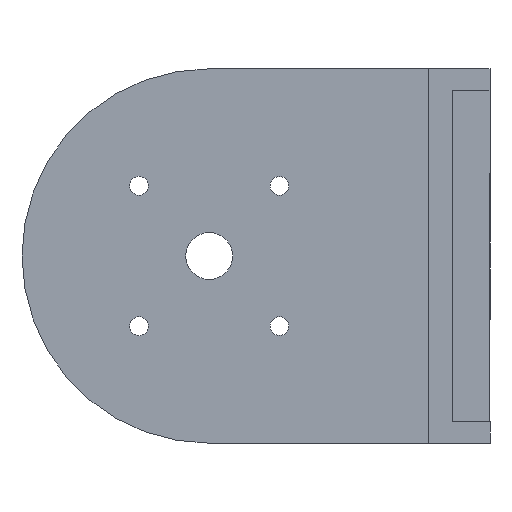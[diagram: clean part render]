
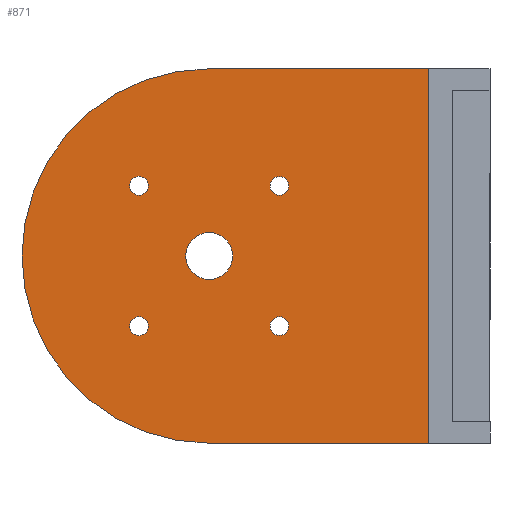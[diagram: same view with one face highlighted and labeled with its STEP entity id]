
A CAD part, front view. The second image highlights one B-rep face of the part: STEP entity #871.
In plain terms, the highlighted planar face has unit normal (0, -1, 0).
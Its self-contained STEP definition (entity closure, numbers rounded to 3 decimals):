
#13 = DIRECTION ( 'NONE',  ( 0., 1., 0. ) ) ;
#18 = CIRCLE ( 'NONE', #498, 1. ) ;
#29 = EDGE_LOOP ( 'NONE', ( #1156, #1004 ) ) ;
#36 = AXIS2_PLACEMENT_3D ( 'NONE', #261, #538, #631 ) ;
#58 = DIRECTION ( 'NONE',  ( 0., 0., 1. ) ) ;
#75 = DIRECTION ( 'NONE',  ( 0., 1., 0. ) ) ;
#83 = LINE ( 'NONE', #638, #1206 ) ;
#87 = VERTEX_POINT ( 'NONE', #497 ) ;
#93 = CIRCLE ( 'NONE', #36, 1. ) ;
#94 = CARTESIAN_POINT ( 'NONE',  ( -7.5, 0., -8.5 ) ) ;
#105 = VERTEX_POINT ( 'NONE', #1068 ) ;
#111 = VERTEX_POINT ( 'NONE', #977 ) ;
#112 = DIRECTION ( 'NONE',  ( 0., 0., 1. ) ) ;
#114 = VERTEX_POINT ( 'NONE', #1162 ) ;
#121 = PLANE ( 'NONE',  #589 ) ;
#126 = ORIENTED_EDGE ( 'NONE', *, *, #1148, .F. ) ;
#128 = AXIS2_PLACEMENT_3D ( 'NONE', #917, #1184, #898 ) ;
#147 = CIRCLE ( 'NONE', #864, 1. ) ;
#149 = DIRECTION ( 'NONE',  ( 0., 1., 0. ) ) ;
#164 = DIRECTION ( 'NONE',  ( -1., 0., 0. ) ) ;
#198 = VERTEX_POINT ( 'NONE', #511 ) ;
#204 = EDGE_CURVE ( 'NONE', #114, #723, #1157, .T. ) ;
#220 = DIRECTION ( 'NONE',  ( 0., 0., 1. ) ) ;
#223 = FACE_OUTER_BOUND ( 'NONE', #742, .T. ) ;
#238 = DIRECTION ( 'NONE',  ( 0., 1., 0. ) ) ;
#257 = ORIENTED_EDGE ( 'NONE', *, *, #844, .T. ) ;
#261 = CARTESIAN_POINT ( 'NONE',  ( -7.5, 0., -7.5 ) ) ;
#262 = EDGE_CURVE ( 'NONE', #1135, #978, #523, .T. ) ;
#278 = DIRECTION ( 'NONE',  ( 0., 0., 1. ) ) ;
#292 = CIRCLE ( 'NONE', #1089, 1. ) ;
#294 = EDGE_CURVE ( 'NONE', #562, #615, #93, .T. ) ;
#298 = VERTEX_POINT ( 'NONE', #340 ) ;
#321 = CIRCLE ( 'NONE', #1021, 1. ) ;
#333 = VECTOR ( 'NONE', #602, 1000. ) ;
#336 = CARTESIAN_POINT ( 'NONE',  ( 23.447, 0., -20. ) ) ;
#338 = AXIS2_PLACEMENT_3D ( 'NONE', #807, #238, #612 ) ;
#340 = CARTESIAN_POINT ( 'NONE',  ( 7.5, 0., -8.5 ) ) ;
#346 = VECTOR ( 'NONE', #385, 1000. ) ;
#354 = ORIENTED_EDGE ( 'NONE', *, *, #204, .T. ) ;
#355 = CARTESIAN_POINT ( 'NONE',  ( 7.5, 0., 7.5 ) ) ;
#372 = EDGE_LOOP ( 'NONE', ( #257, #925 ) ) ;
#378 = CIRCLE ( 'NONE', #563, 1. ) ;
#384 = VERTEX_POINT ( 'NONE', #336 ) ;
#385 = DIRECTION ( 'NONE',  ( 1., 0., 0. ) ) ;
#395 = CARTESIAN_POINT ( 'NONE',  ( 7.5, 0., -7.5 ) ) ;
#431 = ORIENTED_EDGE ( 'NONE', *, *, #938, .F. ) ;
#434 = EDGE_CURVE ( 'NONE', #1113, #87, #147, .T. ) ;
#436 = FACE_BOUND ( 'NONE', #865, .T. ) ;
#464 = FACE_BOUND ( 'NONE', #880, .T. ) ;
#476 = CARTESIAN_POINT ( 'NONE',  ( 0., 0., 20. ) ) ;
#497 = CARTESIAN_POINT ( 'NONE',  ( -7.5, 0., 6.5 ) ) ;
#498 = AXIS2_PLACEMENT_3D ( 'NONE', #1191, #149, #1001 ) ;
#504 = ORIENTED_EDGE ( 'NONE', *, *, #907, .T. ) ;
#511 = CARTESIAN_POINT ( 'NONE',  ( 7.5, 0., 8.5 ) ) ;
#523 = CIRCLE ( 'NONE', #792, 20. ) ;
#538 = DIRECTION ( 'NONE',  ( 0., 1., 0. ) ) ;
#560 = DIRECTION ( 'NONE',  ( 0., 1., 0. ) ) ;
#562 = VERTEX_POINT ( 'NONE', #94 ) ;
#563 = AXIS2_PLACEMENT_3D ( 'NONE', #395, #704, #220 ) ;
#580 = CARTESIAN_POINT ( 'NONE',  ( 7.5, 0., 6.5 ) ) ;
#586 = LINE ( 'NONE', #795, #333 ) ;
#589 = AXIS2_PLACEMENT_3D ( 'NONE', #594, #13, #112 ) ;
#594 = CARTESIAN_POINT ( 'NONE',  ( 0., 0., 0. ) ) ;
#602 = DIRECTION ( 'NONE',  ( 0., 0., -1. ) ) ;
#604 = FACE_BOUND ( 'NONE', #768, .T. ) ;
#612 = DIRECTION ( 'NONE',  ( 0., 0., 1. ) ) ;
#615 = VERTEX_POINT ( 'NONE', #868 ) ;
#620 = ORIENTED_EDGE ( 'NONE', *, *, #262, .F. ) ;
#629 = ORIENTED_EDGE ( 'NONE', *, *, #1229, .T. ) ;
#631 = DIRECTION ( 'NONE',  ( 0., 0., 1. ) ) ;
#637 = FACE_BOUND ( 'NONE', #372, .T. ) ;
#638 = CARTESIAN_POINT ( 'NONE',  ( 0., 0., -20. ) ) ;
#704 = DIRECTION ( 'NONE',  ( 0., 1., 0. ) ) ;
#722 = CARTESIAN_POINT ( 'NONE',  ( 0., 0., 0. ) ) ;
#723 = VERTEX_POINT ( 'NONE', #784 ) ;
#727 = ORIENTED_EDGE ( 'NONE', *, *, #1144, .T. ) ;
#735 = CARTESIAN_POINT ( 'NONE',  ( 0., 0., -20. ) ) ;
#742 = EDGE_LOOP ( 'NONE', ( #431, #825, #620, #126 ) ) ;
#755 = ORIENTED_EDGE ( 'NONE', *, *, #434, .T. ) ;
#768 = EDGE_LOOP ( 'NONE', ( #755, #629 ) ) ;
#771 = CIRCLE ( 'NONE', #1174, 1. ) ;
#784 = CARTESIAN_POINT ( 'NONE',  ( 0., 0., -2.5 ) ) ;
#792 = AXIS2_PLACEMENT_3D ( 'NONE', #722, #993, #811 ) ;
#795 = CARTESIAN_POINT ( 'NONE',  ( 23.447, 0., 20. ) ) ;
#807 = CARTESIAN_POINT ( 'NONE',  ( 0., 0., 0. ) ) ;
#811 = DIRECTION ( 'NONE',  ( 0., 0., 1. ) ) ;
#817 = CARTESIAN_POINT ( 'NONE',  ( -7.5, 0., 8.5 ) ) ;
#825 = ORIENTED_EDGE ( 'NONE', *, *, #906, .F. ) ;
#841 = ORIENTED_EDGE ( 'NONE', *, *, #899, .T. ) ;
#844 = EDGE_CURVE ( 'NONE', #198, #861, #321, .T. ) ;
#850 = CIRCLE ( 'NONE', #128, 1. ) ;
#861 = VERTEX_POINT ( 'NONE', #580 ) ;
#864 = AXIS2_PLACEMENT_3D ( 'NONE', #954, #560, #278 ) ;
#865 = EDGE_LOOP ( 'NONE', ( #354, #727 ) ) ;
#868 = CARTESIAN_POINT ( 'NONE',  ( -7.5, 0., -6.5 ) ) ;
#871 = ADVANCED_FACE ( 'NONE', ( #464, #436, #637, #604, #1045, #223 ), #121, .F. ) ;
#880 = EDGE_LOOP ( 'NONE', ( #841, #504 ) ) ;
#883 = LINE ( 'NONE', #476, #346 ) ;
#898 = DIRECTION ( 'NONE',  ( 0., 0., 1. ) ) ;
#899 = EDGE_CURVE ( 'NONE', #105, #298, #378, .T. ) ;
#905 = CARTESIAN_POINT ( 'NONE',  ( 0., 0., 20. ) ) ;
#906 = EDGE_CURVE ( 'NONE', #978, #111, #883, .T. ) ;
#907 = EDGE_CURVE ( 'NONE', #298, #105, #18, .T. ) ;
#917 = CARTESIAN_POINT ( 'NONE',  ( -7.5, 0., -7.5 ) ) ;
#925 = ORIENTED_EDGE ( 'NONE', *, *, #1204, .T. ) ;
#938 = EDGE_CURVE ( 'NONE', #111, #384, #586, .T. ) ;
#954 = CARTESIAN_POINT ( 'NONE',  ( -7.5, 0., 7.5 ) ) ;
#958 = EDGE_CURVE ( 'NONE', #615, #562, #850, .T. ) ;
#970 = DIRECTION ( 'NONE',  ( 0., 0., 1. ) ) ;
#977 = CARTESIAN_POINT ( 'NONE',  ( 23.447, 0., 20. ) ) ;
#978 = VERTEX_POINT ( 'NONE', #905 ) ;
#993 = DIRECTION ( 'NONE',  ( 0., 1., 0. ) ) ;
#1001 = DIRECTION ( 'NONE',  ( 0., 0., 1. ) ) ;
#1004 = ORIENTED_EDGE ( 'NONE', *, *, #294, .T. ) ;
#1012 = CARTESIAN_POINT ( 'NONE',  ( 0., 0., 0. ) ) ;
#1015 = DIRECTION ( 'NONE',  ( 0., 1., 0. ) ) ;
#1021 = AXIS2_PLACEMENT_3D ( 'NONE', #1176, #1070, #970 ) ;
#1032 = CIRCLE ( 'NONE', #1109, 2.5 ) ;
#1033 = DIRECTION ( 'NONE',  ( 0., 1., 0. ) ) ;
#1042 = CARTESIAN_POINT ( 'NONE',  ( -7.5, 0., 7.5 ) ) ;
#1045 = FACE_BOUND ( 'NONE', #29, .T. ) ;
#1068 = CARTESIAN_POINT ( 'NONE',  ( 7.5, 0., -6.5 ) ) ;
#1070 = DIRECTION ( 'NONE',  ( 0., 1., 0. ) ) ;
#1089 = AXIS2_PLACEMENT_3D ( 'NONE', #1042, #1033, #1129 ) ;
#1109 = AXIS2_PLACEMENT_3D ( 'NONE', #1012, #1015, #58 ) ;
#1113 = VERTEX_POINT ( 'NONE', #817 ) ;
#1129 = DIRECTION ( 'NONE',  ( 0., 0., 1. ) ) ;
#1135 = VERTEX_POINT ( 'NONE', #735 ) ;
#1144 = EDGE_CURVE ( 'NONE', #723, #114, #1032, .T. ) ;
#1148 = EDGE_CURVE ( 'NONE', #384, #1135, #83, .T. ) ;
#1156 = ORIENTED_EDGE ( 'NONE', *, *, #958, .T. ) ;
#1157 = CIRCLE ( 'NONE', #338, 2.5 ) ;
#1162 = CARTESIAN_POINT ( 'NONE',  ( 0., 0., 2.5 ) ) ;
#1174 = AXIS2_PLACEMENT_3D ( 'NONE', #355, #75, #1217 ) ;
#1176 = CARTESIAN_POINT ( 'NONE',  ( 7.5, 0., 7.5 ) ) ;
#1184 = DIRECTION ( 'NONE',  ( 0., 1., 0. ) ) ;
#1191 = CARTESIAN_POINT ( 'NONE',  ( 7.5, 0., -7.5 ) ) ;
#1204 = EDGE_CURVE ( 'NONE', #861, #198, #771, .T. ) ;
#1206 = VECTOR ( 'NONE', #164, 1000. ) ;
#1217 = DIRECTION ( 'NONE',  ( 0., 0., 1. ) ) ;
#1229 = EDGE_CURVE ( 'NONE', #87, #1113, #292, .T. ) ;
